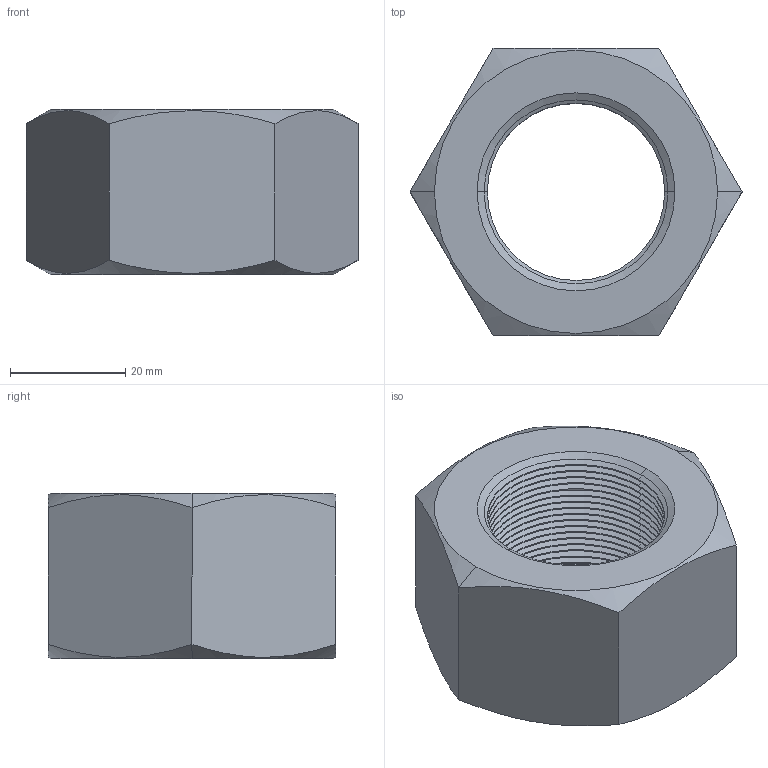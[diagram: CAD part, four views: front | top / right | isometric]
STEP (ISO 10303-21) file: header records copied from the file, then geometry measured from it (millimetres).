
FILE_DESCRIPTION (( 'STEP AP214' ), '1' );
FILE_NAME ('M33-B.STEP', '2021-10-17T16:46:08', ( 'China' ), ( 'Home' ), 'SwSTEP 2.0', 'SolidWorks 2018', '' );
FILE_SCHEMA (( 'AUTOMOTIVE_DESIGN' ));
Length unit declared in the file: millimetre
Products named in the file (1): M33-B
Bounding box: 57.73 x 50 x 28.7 mm (x, y, z)
Volume: 39119.5 mm3; surface area: 12436.9 mm2
Topology: 1 solids, 1 shells, 140 faces, 284 edges, 146 vertices
Faces by surface type: cone 92, cylinder 40, plane 8
Entity records: 3712 total; most frequent: CARTESIAN_POINT 727, DIRECTION 688, ORIENTED_EDGE 568, EDGE_CURVE 284, AXIS2_PLACEMENT_3D 275, VERTEX_POINT 146, EDGE_LOOP 142, FACE_OUTER_BOUND 140
